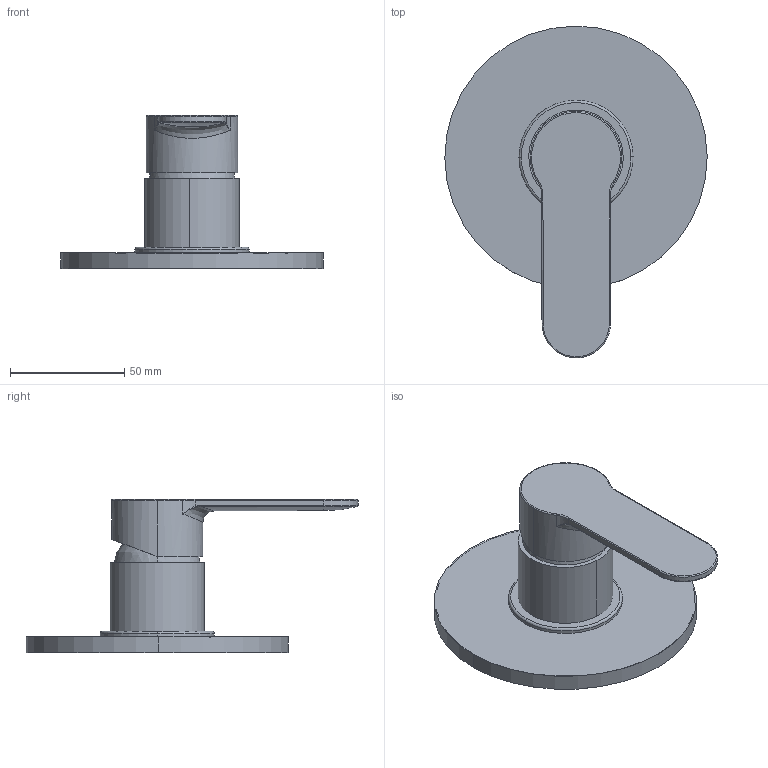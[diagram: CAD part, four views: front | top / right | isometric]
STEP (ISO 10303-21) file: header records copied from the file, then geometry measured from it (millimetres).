
FILE_DESCRIPTION (( 'STEP AP214' ), '1' );
FILE_NAME ('27189.STEP', '2024-02-08T14:25:16', ( '' ), ( '' ), 'SwSTEP 2.0', 'SolidWorks 2018', '' );
FILE_SCHEMA (( 'AUTOMOTIVE_DESIGN' ));
Length unit declared in the file: millimetre
Products named in the file (5): cappuccio minimalista; contenitore cart. diam.35; 27189; 0000A96400; leva incasso zero30
Assembly tree (4 placements, depth 2):
  27189
    contenitore cart. diam.35
    cappuccio minimalista
    0000A96400
    leva incasso zero30
Bounding box: 114.99 x 145.5 x 67.07 mm (x, y, z)
Volume: 82163.1 mm3; surface area: 47382.9 mm2
Topology: 4 solids, 4 shells, 76 faces, 165 edges, 100 vertices
Faces by surface type: cylinder 32, plane 25, torus 11, bspline 7, sphere 1
Entity records: 2553 total; most frequent: CARTESIAN_POINT 691, DIRECTION 386, ORIENTED_EDGE 326, EDGE_CURVE 163, AXIS2_PLACEMENT_3D 161, VERTEX_POINT 100, CIRCLE 85, EDGE_LOOP 83
